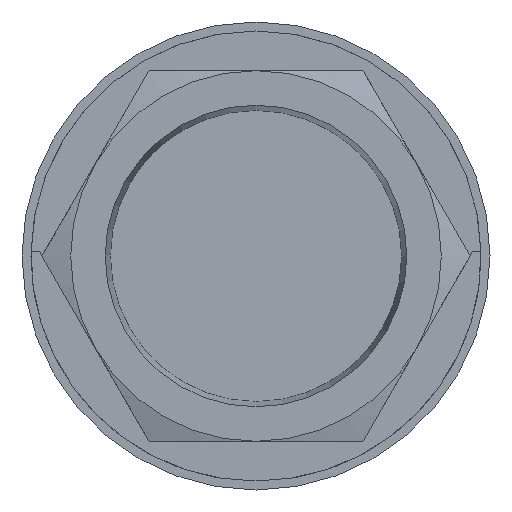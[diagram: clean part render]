
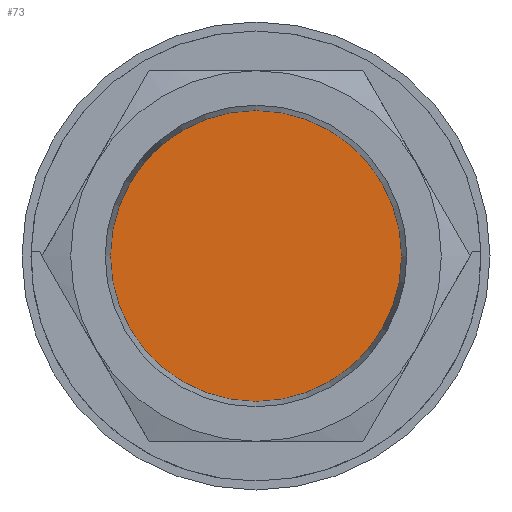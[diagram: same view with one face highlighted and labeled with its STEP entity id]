
A CAD part, left-side view. The second image highlights one B-rep face of the part: STEP entity #73.
In plain terms, the highlighted planar face has unit normal (-1, 0, 0).
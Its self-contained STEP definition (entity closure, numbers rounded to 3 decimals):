
#73 = ADVANCED_FACE( '', ( #162 ), #163, .F. );
#162 = FACE_OUTER_BOUND( '', #267, .T. );
#163 = PLANE( '', #268 );
#267 = EDGE_LOOP( '', ( #411 ) );
#268 = AXIS2_PLACEMENT_3D( '', #412, #413, #414 );
#411 = ORIENTED_EDGE( '', *, *, #595, .F. );
#412 = CARTESIAN_POINT( '', ( 3.333, 0., 0. ) );
#413 = DIRECTION( '', ( 1., 0., 0. ) );
#414 = DIRECTION( '', ( 0., 0., -1. ) );
#595 = EDGE_CURVE( '', #704, #704, #705, .T. );
#704 = VERTEX_POINT( '', #870 );
#705 = CIRCLE( '', #871, 16.5 );
#870 = CARTESIAN_POINT( '', ( 3.333, 0., -16.5 ) );
#871 = AXIS2_PLACEMENT_3D( '', #996, #997, #998 );
#996 = CARTESIAN_POINT( '', ( 3.333, 0., 0. ) );
#997 = DIRECTION( '', ( 1., 0., 0. ) );
#998 = DIRECTION( '', ( 0., 0., -1. ) );
